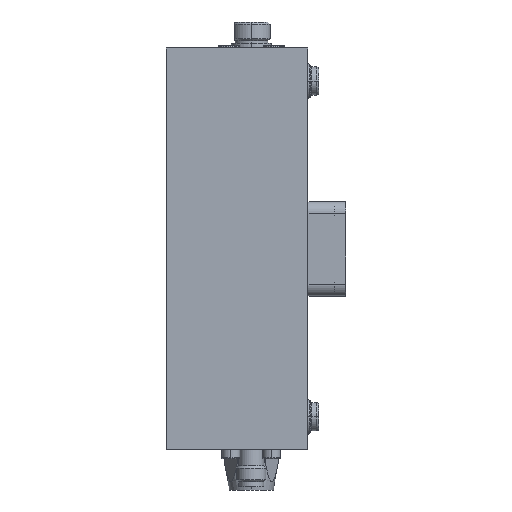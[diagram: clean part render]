
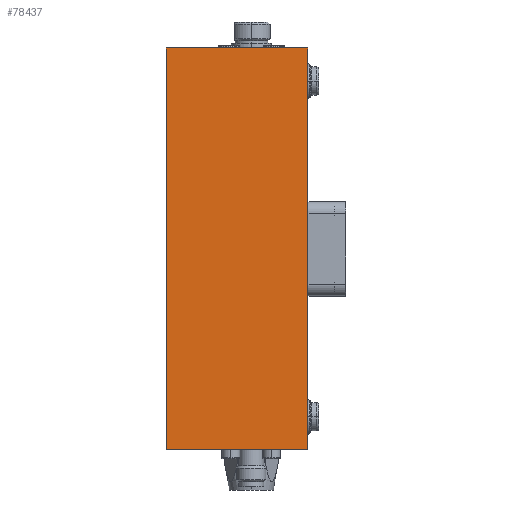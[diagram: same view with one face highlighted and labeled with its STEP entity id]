
A CAD part, left-side view. The second image highlights one B-rep face of the part: STEP entity #78437.
In plain terms, the highlighted planar face has unit normal (-1, 0, 0).
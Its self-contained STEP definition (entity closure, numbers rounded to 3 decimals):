
#4047 = LINE ( 'NONE', #125022, #126053 ) ;
#4650 = VERTEX_POINT ( 'NONE', #21375 ) ;
#5240 = ORIENTED_EDGE ( 'NONE', *, *, #21387, .F. ) ;
#6572 = LINE ( 'NONE', #79500, #34336 ) ;
#6894 = DIRECTION ( 'NONE',  ( 0., 0., -1. ) ) ;
#15376 = CARTESIAN_POINT ( 'NONE',  ( -38.495, -16.231, -42.458 ) ) ;
#19595 = DIRECTION ( 'NONE',  ( 0., 0., 1. ) ) ;
#20528 = DIRECTION ( 'NONE',  ( 0., -1., 0. ) ) ;
#21375 = CARTESIAN_POINT ( 'NONE',  ( -38.495, -16.231, -42.458 ) ) ;
#21387 = EDGE_CURVE ( 'NONE', #98375, #33292, #139715, .T. ) ;
#30450 = EDGE_CURVE ( 'NONE', #4650, #33292, #31532, .T. ) ;
#31532 = LINE ( 'NONE', #15376, #90727 ) ;
#33292 = VERTEX_POINT ( 'NONE', #135201 ) ;
#34336 = VECTOR ( 'NONE', #20528, 1000. ) ;
#39277 = EDGE_CURVE ( 'NONE', #151722, #4650, #6572, .T. ) ;
#49108 = VECTOR ( 'NONE', #82612, 1000. ) ;
#59342 = CARTESIAN_POINT ( 'NONE',  ( -38.495, 13.769, 42.542 ) ) ;
#62960 = DIRECTION ( 'NONE',  ( 0., 0., 1. ) ) ;
#63977 = FACE_OUTER_BOUND ( 'NONE', #115930, .T. ) ;
#75828 = ORIENTED_EDGE ( 'NONE', *, *, #134764, .F. ) ;
#77724 = DIRECTION ( 'NONE',  ( 1., 0., 0. ) ) ;
#78437 = ADVANCED_FACE ( 'NONE', ( #63977 ), #100934, .F. ) ;
#79500 = CARTESIAN_POINT ( 'NONE',  ( -38.495, 13.769, -42.458 ) ) ;
#82612 = DIRECTION ( 'NONE',  ( 0., -1., 0. ) ) ;
#88868 = AXIS2_PLACEMENT_3D ( 'NONE', #148443, #77724, #6894 ) ;
#90727 = VECTOR ( 'NONE', #62960, 1000. ) ;
#92464 = ORIENTED_EDGE ( 'NONE', *, *, #30450, .T. ) ;
#98375 = VERTEX_POINT ( 'NONE', #102978 ) ;
#100934 = PLANE ( 'NONE',  #88868 ) ;
#102978 = CARTESIAN_POINT ( 'NONE',  ( -38.495, 13.769, 42.542 ) ) ;
#115930 = EDGE_LOOP ( 'NONE', ( #92464, #5240, #75828, #130666 ) ) ;
#125022 = CARTESIAN_POINT ( 'NONE',  ( -38.495, 13.769, -42.458 ) ) ;
#126053 = VECTOR ( 'NONE', #19595, 1000. ) ;
#130666 = ORIENTED_EDGE ( 'NONE', *, *, #39277, .T. ) ;
#134764 = EDGE_CURVE ( 'NONE', #151722, #98375, #4047, .T. ) ;
#135201 = CARTESIAN_POINT ( 'NONE',  ( -38.495, -16.231, 42.542 ) ) ;
#135375 = CARTESIAN_POINT ( 'NONE',  ( -38.495, 13.769, -42.458 ) ) ;
#139715 = LINE ( 'NONE', #59342, #49108 ) ;
#148443 = CARTESIAN_POINT ( 'NONE',  ( -38.495, 13.769, -42.458 ) ) ;
#151722 = VERTEX_POINT ( 'NONE', #135375 ) ;
